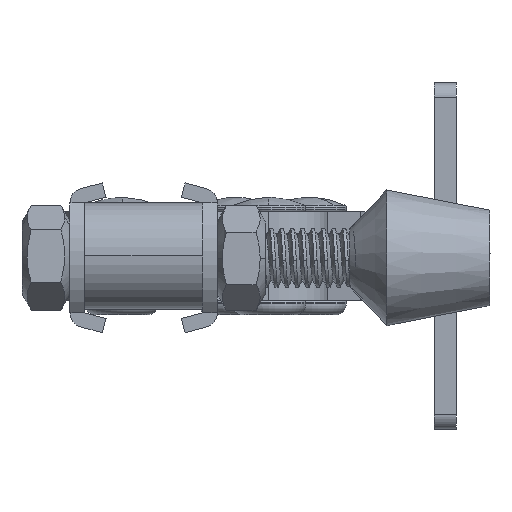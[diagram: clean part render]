
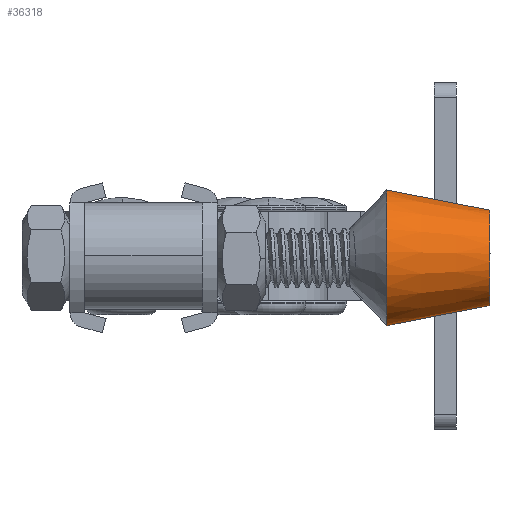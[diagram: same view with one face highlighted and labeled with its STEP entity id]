
A CAD part, left-side view. The second image highlights one B-rep face of the part: STEP entity #36318.
In plain terms, the highlighted conical face has half-angle 11.113 degrees and reference radius 9.25 mm.
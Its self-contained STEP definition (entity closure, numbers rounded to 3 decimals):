
#25842 = CARTESIAN_POINT ( 'NONE',  ( 0., 9.25, 5.5 ) ) ;
#25844 = CARTESIAN_POINT ( 'NONE',  ( 0., -9.25, 5.5 ) ) ;
#25845 = LINE ( 'NONE', #25844, #25881 ) ;
#25853 = CARTESIAN_POINT ( 'NONE',  ( 0., 9.25, 5.5 ) ) ;
#25854 = LINE ( 'NONE', #25853, #25898 ) ;
#25881 = VECTOR ( 'NONE', #25891, 1000. ) ;
#25882 = CARTESIAN_POINT ( 'NONE',  ( 0., -9.25, 5.5 ) ) ;
#25887 = CARTESIAN_POINT ( 'NONE',  ( 0., -6.5, -8.5 ) ) ;
#25891 = DIRECTION ( 'NONE',  ( 0., -0.193, 0.981 ) ) ;
#25897 = DIRECTION ( 'NONE',  ( 0., 0.193, 0.981 ) ) ;
#25898 = VECTOR ( 'NONE', #25897, 1000. ) ;
#25902 = CARTESIAN_POINT ( 'NONE',  ( 0., 6.5, -8.5 ) ) ;
#26143 = FACE_OUTER_BOUND ( 'NONE', #36265, .T. ) ;
#26151 = CARTESIAN_POINT ( 'NONE',  ( 0., 0., 5.5 ) ) ;
#26155 = AXIS2_PLACEMENT_3D ( 'NONE', #26151, #26164, #26163 ) ;
#26159 = CIRCLE ( 'NONE', #26179, 9.25 ) ;
#26163 = DIRECTION ( 'NONE',  ( 0., -1., 0. ) ) ;
#26164 = DIRECTION ( 'NONE',  ( 0., 0., 1. ) ) ;
#26169 = CONICAL_SURFACE ( 'NONE', #26155, 9.25, 0.194 ) ;
#26178 = CARTESIAN_POINT ( 'NONE',  ( 0., 0., 5.5 ) ) ;
#26179 = AXIS2_PLACEMENT_3D ( 'NONE', #26178, #26186, #26236 ) ;
#26186 = DIRECTION ( 'NONE',  ( 0., 0., 1. ) ) ;
#26198 = CIRCLE ( 'NONE', #26233, 6.5 ) ;
#26230 = DIRECTION ( 'NONE',  ( 0., -1., 0. ) ) ;
#26231 = DIRECTION ( 'NONE',  ( 0., 0., 1. ) ) ;
#26232 = CARTESIAN_POINT ( 'NONE',  ( 0., 0., -8.5 ) ) ;
#26233 = AXIS2_PLACEMENT_3D ( 'NONE', #26232, #26231, #26230 ) ;
#26236 = DIRECTION ( 'NONE',  ( 0., -1., 0. ) ) ;
#36203 = VERTEX_POINT ( 'NONE', #25902 ) ;
#36207 = VERTEX_POINT ( 'NONE', #25842 ) ;
#36209 = EDGE_CURVE ( 'NONE', #36203, #36207, #25854, .T. ) ;
#36214 = VERTEX_POINT ( 'NONE', #25887 ) ;
#36215 = VERTEX_POINT ( 'NONE', #25882 ) ;
#36219 = EDGE_CURVE ( 'NONE', #36214, #36215, #25845, .T. ) ;
#36265 = EDGE_LOOP ( 'NONE', ( #36319, #36317, #36320, #36323 ) ) ;
#36317 = ORIENTED_EDGE ( 'NONE', *, *, #36334, .T. ) ;
#36318 = ADVANCED_FACE ( 'NONE', ( #26143 ), #26169, .T. ) ;
#36319 = ORIENTED_EDGE ( 'NONE', *, *, #36209, .F. ) ;
#36320 = ORIENTED_EDGE ( 'NONE', *, *, #36219, .T. ) ;
#36323 = ORIENTED_EDGE ( 'NONE', *, *, #36332, .F. ) ;
#36332 = EDGE_CURVE ( 'NONE', #36207, #36215, #26159, .T. ) ;
#36334 = EDGE_CURVE ( 'NONE', #36203, #36214, #26198, .T. ) ;
